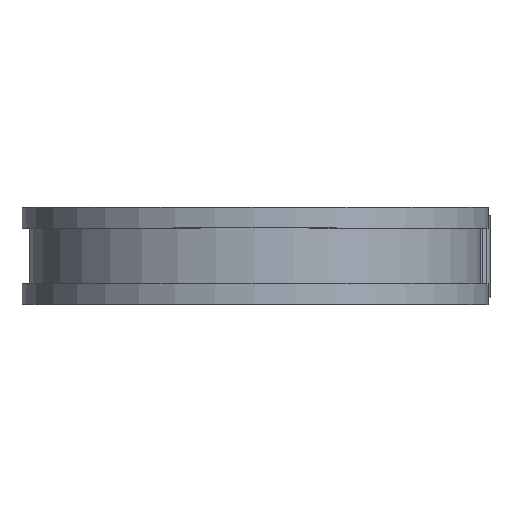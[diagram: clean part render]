
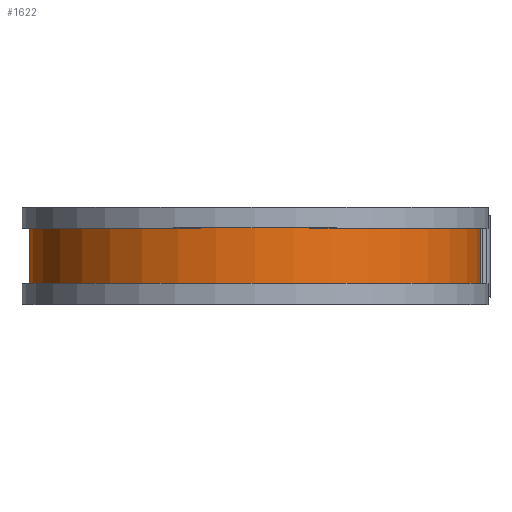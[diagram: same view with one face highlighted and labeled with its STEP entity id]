
A CAD part, top view. The second image highlights one B-rep face of the part: STEP entity #1622.
In plain terms, the highlighted cylindrical face has radius 44.018 mm (diameter 88.036 mm), a partial arc.
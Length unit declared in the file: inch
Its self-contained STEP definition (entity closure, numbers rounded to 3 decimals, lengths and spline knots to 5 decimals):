
#38 = LINE ( 'NONE', #1485, #653 ) ;
#76 = VERTEX_POINT ( 'NONE', #776 ) ;
#89 = VECTOR ( 'NONE', #1030, 39.37008 ) ;
#158 = CARTESIAN_POINT ( 'NONE',  ( 0., 0.3125, 0. ) ) ;
#159 = EDGE_CURVE ( 'NONE', #1001, #1213, #1325, .T. ) ;
#211 = AXIS2_PLACEMENT_3D ( 'NONE', #1324, #1421, #1425 ) ;
#251 = ORIENTED_EDGE ( 'NONE', *, *, #159, .T. ) ;
#253 = DIRECTION ( 'NONE',  ( 0., -1., 0. ) ) ;
#305 = CARTESIAN_POINT ( 'NONE',  ( 0., -0.2125, 0. ) ) ;
#418 = ORIENTED_EDGE ( 'NONE', *, *, #1687, .T. ) ;
#555 = VERTEX_POINT ( 'NONE', #824 ) ;
#570 = ORIENTED_EDGE ( 'NONE', *, *, #1112, .F. ) ;
#574 = EDGE_CURVE ( 'NONE', #76, #555, #1275, .T. ) ;
#608 = CARTESIAN_POINT ( 'NONE',  ( 1.733, 0.2125, 0. ) ) ;
#653 = VECTOR ( 'NONE', #1624, 39.37008 ) ;
#776 = CARTESIAN_POINT ( 'NONE',  ( 1.733, -0.2125, 0. ) ) ;
#778 = AXIS2_PLACEMENT_3D ( 'NONE', #158, #1047, #942 ) ;
#790 = FACE_OUTER_BOUND ( 'NONE', #1597, .T. ) ;
#824 = CARTESIAN_POINT ( 'NONE',  ( 0., -0.2125, -1.733 ) ) ;
#942 = DIRECTION ( 'NONE',  ( 0., 0., -1. ) ) ;
#988 = CARTESIAN_POINT ( 'NONE',  ( 1.733, 0.3125, 0. ) ) ;
#1001 = VERTEX_POINT ( 'NONE', #608 ) ;
#1030 = DIRECTION ( 'NONE',  ( 0., -1., 0. ) ) ;
#1047 = DIRECTION ( 'NONE',  ( 0., -1., 0. ) ) ;
#1112 = EDGE_CURVE ( 'NONE', #1001, #76, #1479, .T. ) ;
#1213 = VERTEX_POINT ( 'NONE', #1512 ) ;
#1275 = CIRCLE ( 'NONE', #1395, 1.733 ) ;
#1324 = CARTESIAN_POINT ( 'NONE',  ( 0., 0.2125, 0. ) ) ;
#1325 = CIRCLE ( 'NONE', #211, 1.733 ) ;
#1395 = AXIS2_PLACEMENT_3D ( 'NONE', #305, #253, #1568 ) ;
#1421 = DIRECTION ( 'NONE',  ( 0., -1., 0. ) ) ;
#1425 = DIRECTION ( 'NONE',  ( 0., 0., -1. ) ) ;
#1479 = LINE ( 'NONE', #988, #89 ) ;
#1485 = CARTESIAN_POINT ( 'NONE',  ( 0., 0.3125, -1.733 ) ) ;
#1512 = CARTESIAN_POINT ( 'NONE',  ( 0., 0.2125, -1.733 ) ) ;
#1568 = DIRECTION ( 'NONE',  ( 0., 0., -1. ) ) ;
#1597 = EDGE_LOOP ( 'NONE', ( #570, #251, #418, #1632 ) ) ;
#1622 = ADVANCED_FACE ( 'NONE', ( #790 ), #1749, .T. ) ;
#1624 = DIRECTION ( 'NONE',  ( 0., -1., 0. ) ) ;
#1632 = ORIENTED_EDGE ( 'NONE', *, *, #574, .F. ) ;
#1687 = EDGE_CURVE ( 'NONE', #1213, #555, #38, .T. ) ;
#1749 = CYLINDRICAL_SURFACE ( 'NONE', #778, 1.733 ) ;
